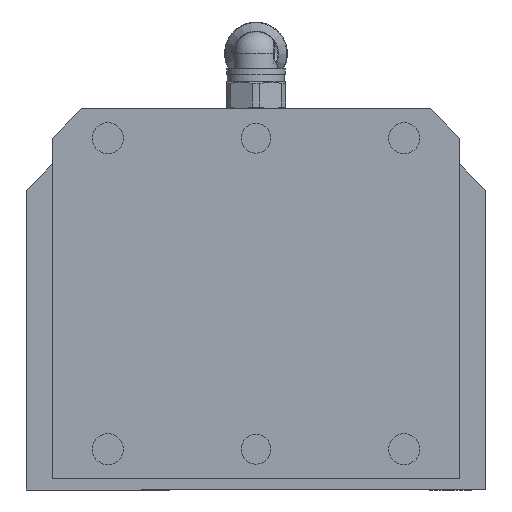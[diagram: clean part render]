
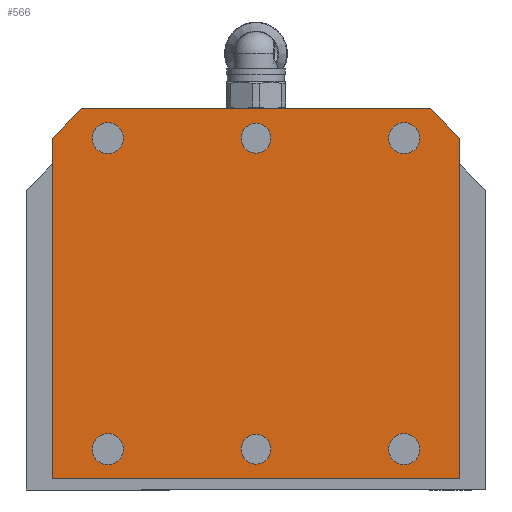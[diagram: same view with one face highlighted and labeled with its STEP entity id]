
A CAD part, left-side view. The second image highlights one B-rep face of the part: STEP entity #566.
In plain terms, the highlighted planar face has unit normal (-1, 0, 0).
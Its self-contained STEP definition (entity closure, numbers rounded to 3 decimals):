
#566 = ADVANCED_FACE( '', ( #1255, #1256, #1257, #1258, #1259, #1260, #1261 ), #1262, .F. );
#1255 = FACE_BOUND( '', #1983, .T. );
#1256 = FACE_BOUND( '', #1984, .T. );
#1257 = FACE_BOUND( '', #1985, .T. );
#1258 = FACE_BOUND( '', #1986, .T. );
#1259 = FACE_BOUND( '', #1987, .T. );
#1260 = FACE_BOUND( '', #1988, .T. );
#1261 = FACE_OUTER_BOUND( '', #1989, .T. );
#1262 = PLANE( '', #1990 );
#1983 = EDGE_LOOP( '', ( #3406 ) );
#1984 = EDGE_LOOP( '', ( #3407 ) );
#1985 = EDGE_LOOP( '', ( #3408 ) );
#1986 = EDGE_LOOP( '', ( #3409 ) );
#1987 = EDGE_LOOP( '', ( #3410 ) );
#1988 = EDGE_LOOP( '', ( #3411 ) );
#1989 = EDGE_LOOP( '', ( #3412, #3413, #3414, #3415, #3416, #3417 ) );
#1990 = AXIS2_PLACEMENT_3D( '', #3418, #3419, #3420 );
#3406 = ORIENTED_EDGE( '', *, *, #3706, .T. );
#3407 = ORIENTED_EDGE( '', *, *, #4050, .T. );
#3408 = ORIENTED_EDGE( '', *, *, #4158, .T. );
#3409 = ORIENTED_EDGE( '', *, *, #4054, .T. );
#3410 = ORIENTED_EDGE( '', *, *, #3767, .T. );
#3411 = ORIENTED_EDGE( '', *, *, #4058, .T. );
#3412 = ORIENTED_EDGE( '', *, *, #4080, .F. );
#3413 = ORIENTED_EDGE( '', *, *, #3761, .F. );
#3414 = ORIENTED_EDGE( '', *, *, #3929, .F. );
#3415 = ORIENTED_EDGE( '', *, *, #3816, .F. );
#3416 = ORIENTED_EDGE( '', *, *, #4162, .F. );
#3417 = ORIENTED_EDGE( '', *, *, #4085, .F. );
#3418 = CARTESIAN_POINT( '', ( -75., 0., 75. ) );
#3419 = DIRECTION( '', ( 1., 0., 0. ) );
#3420 = DIRECTION( '', ( 0., 0., 1. ) );
#3706 = EDGE_CURVE( '', #4338, #4338, #4339, .T. );
#3761 = EDGE_CURVE( '', #4429, #4430, #4431, .T. );
#3767 = EDGE_CURVE( '', #4439, #4439, #4440, .T. );
#3816 = EDGE_CURVE( '', #4524, #4525, #4526, .T. );
#3929 = EDGE_CURVE( '', #4525, #4429, #4694, .T. );
#4050 = EDGE_CURVE( '', #4860, #4860, #4861, .T. );
#4054 = EDGE_CURVE( '', #4866, #4866, #4867, .T. );
#4058 = EDGE_CURVE( '', #4872, #4872, #4873, .T. );
#4080 = EDGE_CURVE( '', #4430, #4898, #4899, .T. );
#4085 = EDGE_CURVE( '', #4898, #4905, #4906, .T. );
#4158 = EDGE_CURVE( '', #4995, #4995, #4996, .T. );
#4162 = EDGE_CURVE( '', #4905, #4524, #5000, .T. );
#4338 = VERTEX_POINT( '', #5267 );
#4339 = CIRCLE( '', #5268, 2.1 );
#4429 = VERTEX_POINT( '', #5432 );
#4430 = VERTEX_POINT( '', #5433 );
#4431 = LINE( '', #5434, #5435 );
#4439 = VERTEX_POINT( '', #5446 );
#4440 = CIRCLE( '', #5447, 2.01 );
#4524 = VERTEX_POINT( '', #5570 );
#4525 = VERTEX_POINT( '', #5571 );
#4526 = LINE( '', #5572, #5573 );
#4694 = LINE( '', #5817, #5818 );
#4860 = VERTEX_POINT( '', #6058 );
#4861 = CIRCLE( '', #6059, 2.1 );
#4866 = VERTEX_POINT( '', #6064 );
#4867 = CIRCLE( '', #6065, 2.1 );
#4872 = VERTEX_POINT( '', #6070 );
#4873 = CIRCLE( '', #6071, 2.01 );
#4898 = VERTEX_POINT( '', #6102 );
#4899 = LINE( '', #6103, #6104 );
#4905 = VERTEX_POINT( '', #6111 );
#4906 = LINE( '', #6112, #6113 );
#4995 = VERTEX_POINT( '', #6220 );
#4996 = CIRCLE( '', #6221, 2.1 );
#5000 = LINE( '', #6225, #6226 );
#5267 = CARTESIAN_POINT( '', ( -75., 22.1, 5.5 ) );
#5268 = AXIS2_PLACEMENT_3D( '', #6372, #6373, #6374 );
#5432 = CARTESIAN_POINT( '', ( -75., 27.5, 1.5 ) );
#5433 = CARTESIAN_POINT( '', ( -75., 27.5, 47.5 ) );
#5434 = CARTESIAN_POINT( '', ( -75., 27.5, 1.5 ) );
#5435 = VECTOR( '', #6443, 1000. );
#5446 = CARTESIAN_POINT( '', ( -75., 2.01, 5.5 ) );
#5447 = AXIS2_PLACEMENT_3D( '', #6447, #6448, #6449 );
#5570 = CARTESIAN_POINT( '', ( -75., -27.5, 47.5 ) );
#5571 = CARTESIAN_POINT( '', ( -75., -27.5, 1.5 ) );
#5572 = CARTESIAN_POINT( '', ( -75., -27.5, 47.5 ) );
#5573 = VECTOR( '', #6512, 1000. );
#5817 = CARTESIAN_POINT( '', ( -75., -27.5, 1.5 ) );
#5818 = VECTOR( '', #6654, 1000. );
#6058 = CARTESIAN_POINT( '', ( -75., -17.9, 5.5 ) );
#6059 = AXIS2_PLACEMENT_3D( '', #6791, #6792, #6793 );
#6064 = CARTESIAN_POINT( '', ( -75., -17.9, 47.5 ) );
#6065 = AXIS2_PLACEMENT_3D( '', #6797, #6798, #6799 );
#6070 = CARTESIAN_POINT( '', ( -75., 2.01, 47.5 ) );
#6071 = AXIS2_PLACEMENT_3D( '', #6803, #6804, #6805 );
#6102 = CARTESIAN_POINT( '', ( -75., 23.5, 51.5 ) );
#6103 = CARTESIAN_POINT( '', ( -75., 27.5, 47.5 ) );
#6104 = VECTOR( '', #6824, 1000. );
#6111 = CARTESIAN_POINT( '', ( -75., -23.5, 51.5 ) );
#6112 = CARTESIAN_POINT( '', ( -75., 23.5, 51.5 ) );
#6113 = VECTOR( '', #6829, 1000. );
#6220 = CARTESIAN_POINT( '', ( -75., 22.1, 47.5 ) );
#6221 = AXIS2_PLACEMENT_3D( '', #6893, #6894, #6895 );
#6225 = CARTESIAN_POINT( '', ( -75., -23.5, 51.5 ) );
#6226 = VECTOR( '', #6896, 1000. );
#6372 = CARTESIAN_POINT( '', ( -75., 20., 5.5 ) );
#6373 = DIRECTION( '', ( 1., 0., 0. ) );
#6374 = DIRECTION( '', ( 0., 1., 0. ) );
#6443 = DIRECTION( '', ( 0., 0., 1. ) );
#6447 = CARTESIAN_POINT( '', ( -75., 0., 5.5 ) );
#6448 = DIRECTION( '', ( 1., 0., 0. ) );
#6449 = DIRECTION( '', ( 0., 1., 0. ) );
#6512 = DIRECTION( '', ( 0., 0., -1. ) );
#6654 = DIRECTION( '', ( 0., 1., 0. ) );
#6791 = CARTESIAN_POINT( '', ( -75., -20., 5.5 ) );
#6792 = DIRECTION( '', ( 1., 0., 0. ) );
#6793 = DIRECTION( '', ( 0., 1., 0. ) );
#6797 = CARTESIAN_POINT( '', ( -75., -20., 47.5 ) );
#6798 = DIRECTION( '', ( 1., 0., 0. ) );
#6799 = DIRECTION( '', ( 0., 1., 0. ) );
#6803 = CARTESIAN_POINT( '', ( -75., 0., 47.5 ) );
#6804 = DIRECTION( '', ( 1., 0., 0. ) );
#6805 = DIRECTION( '', ( 0., 1., 0. ) );
#6824 = DIRECTION( '', ( 0., -0.707, 0.707 ) );
#6829 = DIRECTION( '', ( 0., -1., 0. ) );
#6893 = CARTESIAN_POINT( '', ( -75., 20., 47.5 ) );
#6894 = DIRECTION( '', ( 1., 0., 0. ) );
#6895 = DIRECTION( '', ( 0., 1., 0. ) );
#6896 = DIRECTION( '', ( 0., -0.707, -0.707 ) );
